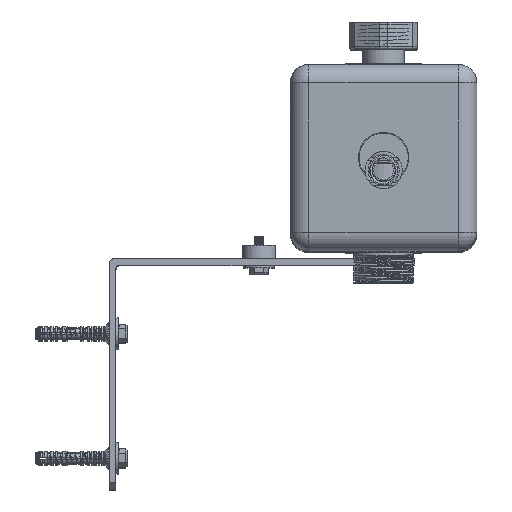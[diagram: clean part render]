
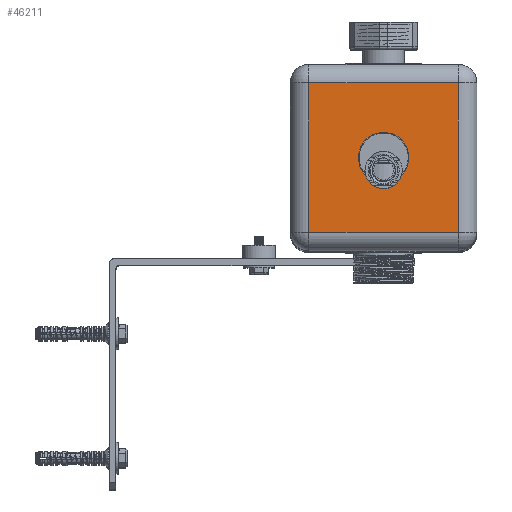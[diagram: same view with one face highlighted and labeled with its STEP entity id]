
A CAD part, top view. The second image highlights one B-rep face of the part: STEP entity #46211.
In plain terms, the highlighted face is planar.
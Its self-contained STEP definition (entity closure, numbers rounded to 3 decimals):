
#45176=DIRECTION('',(0.,0.,-1.));
#45177=VECTOR('',#45176,120.);
#45178=CARTESIAN_POINT('',(-70.,60.,60.));
#45179=LINE('',#45178,#45177);
#45184=CARTESIAN_POINT('',(-70.,-10.,0.));
#45185=DIRECTION('',(-1.,0.,0.));
#45186=DIRECTION('',(0.,-0.284,-0.959));
#45187=AXIS2_PLACEMENT_3D('',#45184,#45185,#45186);
#45189=CARTESIAN_POINT('',(-70.,-10.,0.));
#45190=DIRECTION('',(-1.,0.,0.));
#45191=DIRECTION('',(0.,-1.,0.));
#45192=AXIS2_PLACEMENT_3D('',#45189,#45190,#45191);
#45194=DIRECTION('',(0.,-1.,0.));
#45195=VECTOR('',#45194,120.);
#45196=CARTESIAN_POINT('',(-70.,60.,-60.));
#45197=LINE('',#45196,#45195);
#45225=DIRECTION('',(0.,0.,1.));
#45226=VECTOR('',#45225,120.);
#45227=CARTESIAN_POINT('',(-70.,-60.,-60.));
#45228=LINE('',#45227,#45226);
#45256=DIRECTION('',(0.,1.,0.));
#45257=VECTOR('',#45256,120.);
#45258=CARTESIAN_POINT('',(-70.,-60.,60.));
#45259=LINE('',#45258,#45257);
#45291=CARTESIAN_POINT('',(-70.,0.,0.));
#45292=DIRECTION('',(1.,0.,0.));
#45293=DIRECTION('',(0.,-0.704,-0.71));
#45294=AXIS2_PLACEMENT_3D('',#45291,#45292,#45293);
#45569=CARTESIAN_POINT('',(-70.,-60.,60.));
#45570=VERTEX_POINT('',#45569);
#45571=CARTESIAN_POINT('',(-70.,-60.,-60.));
#45572=VERTEX_POINT('',#45571);
#45573=CARTESIAN_POINT('',(-70.,60.,-60.));
#45574=VERTEX_POINT('',#45573);
#45575=CARTESIAN_POINT('',(-70.,60.,60.));
#45576=VERTEX_POINT('',#45575);
#45615=CARTESIAN_POINT('',(-70.,-14.253,-14.384));
#45616=CARTESIAN_POINT('',(-70.,-25.,0.));
#45617=VERTEX_POINT('',#45615);
#45618=VERTEX_POINT('',#45616);
#45619=CARTESIAN_POINT('',(-70.,-14.253,14.384));
#45620=VERTEX_POINT('',#45619);
#46189=CARTESIAN_POINT('',(-70.,0.,0.));
#46190=DIRECTION('',(1.,0.,0.));
#46191=DIRECTION('',(0.,0.,-1.));
#46192=AXIS2_PLACEMENT_3D('',#46189,#46190,#46191);
#46193=PLANE('',#46192);
#46195=ORIENTED_EDGE('',*,*,#46194,.F.);
#46196=ORIENTED_EDGE('',*,*,#46180,.F.);
#46198=ORIENTED_EDGE('',*,*,#46197,.F.);
#46200=ORIENTED_EDGE('',*,*,#46199,.F.);
#46201=EDGE_LOOP('',(#46195,#46196,#46198,#46200));
#46202=FACE_OUTER_BOUND('',#46201,.F.);
#46204=ORIENTED_EDGE('',*,*,#46203,.T.);
#46206=ORIENTED_EDGE('',*,*,#46205,.T.);
#46208=ORIENTED_EDGE('',*,*,#46207,.F.);
#46209=EDGE_LOOP('',(#46204,#46206,#46208));
#46210=FACE_BOUND('',#46209,.F.);
#46211=ADVANCED_FACE('',(#46202,#46210),#46193,.F.);
#45188=CIRCLE('',#45187,15.);
#45193=CIRCLE('',#45192,15.);
#45295=CIRCLE('',#45294,20.25);
#46180=EDGE_CURVE('',#45576,#45574,#45179,.T.);
#46194=EDGE_CURVE('',#45574,#45572,#45197,.T.);
#46197=EDGE_CURVE('',#45570,#45576,#45259,.T.);
#46199=EDGE_CURVE('',#45572,#45570,#45228,.T.);
#46203=EDGE_CURVE('',#45617,#45618,#45188,.T.);
#46205=EDGE_CURVE('',#45618,#45620,#45193,.T.);
#46207=EDGE_CURVE('',#45617,#45620,#45295,.T.);
